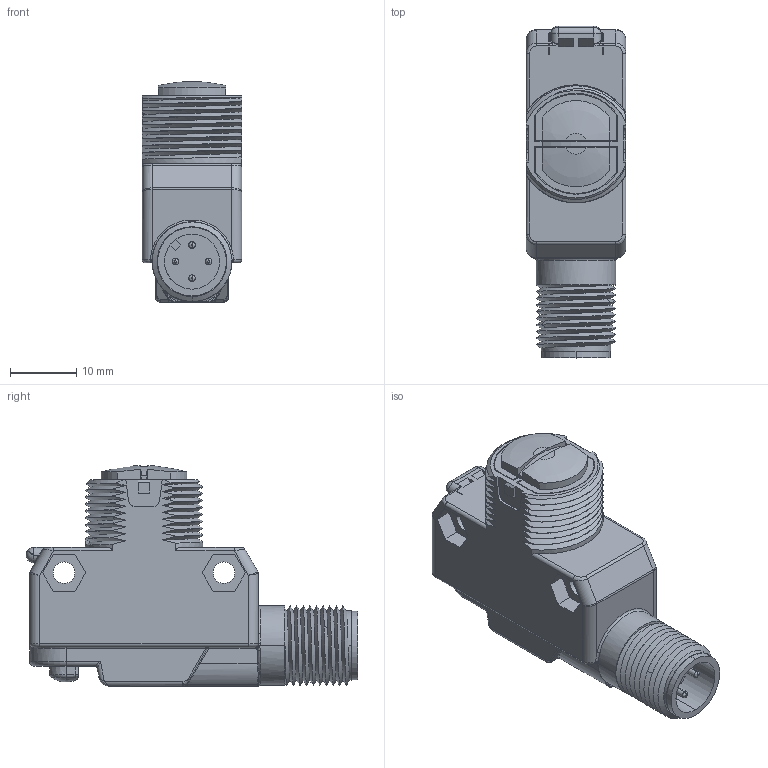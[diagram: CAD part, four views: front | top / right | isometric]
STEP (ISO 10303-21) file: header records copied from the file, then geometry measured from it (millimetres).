
FILE_DESCRIPTION((''),'2;1');
FILE_NAME('139446_SW','2008-04-04T',('banengservice'),('BANNER ENGINEERING'),'PRO/ENGINEER BY PARAMETRIC TECHNOLOGY CORPORATION, 2006170','PRO/ENGINEER BY PARAMETRIC TECHNOLOGY CORPORATION, 2006170','');
FILE_SCHEMA(('CONFIG_CONTROL_DESIGN'));
Length unit declared in the file: inch
Products named in the file (1): 139446_SW
Bounding box: 15 x 50.03 x 33.2 mm (x, y, z)
Volume: 12348.8 mm3; surface area: 5627.8 mm2
Topology: 1 solids, 1 shells, 474 faces, 1217 edges, 755 vertices
Faces by surface type: plane 161, cylinder 152, bspline 123, torus 21, sphere 11, cone 4, revolution 2
Entity records: 24837 total; most frequent: CARTESIAN_POINT 14296, ORIENTED_EDGE 2428, DIRECTION 1812, EDGE_CURVE 1214, VERTEX_POINT 755, AXIS2_PLACEMENT_3D 621, VECTOR 568, LINE 568
